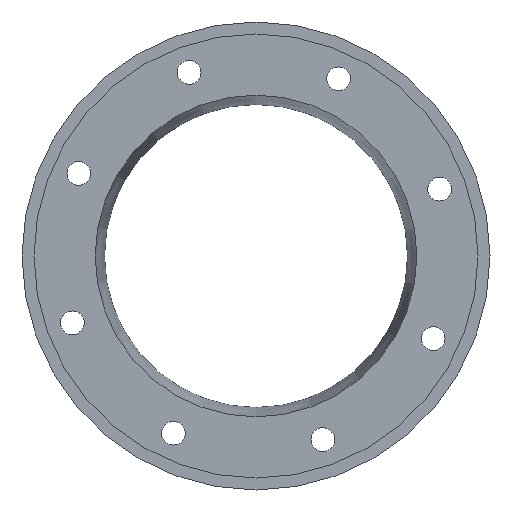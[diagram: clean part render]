
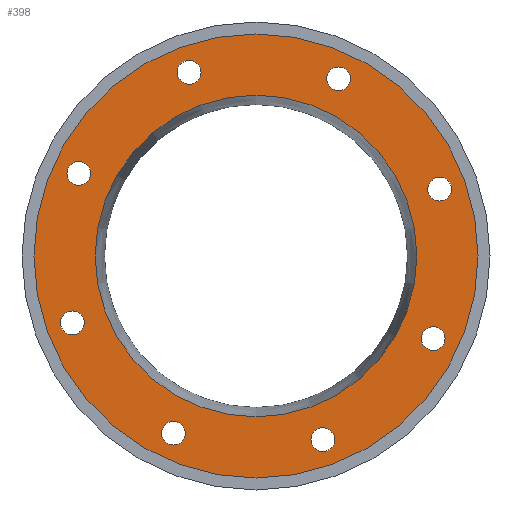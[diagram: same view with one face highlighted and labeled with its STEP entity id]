
A CAD part, left-side view. The second image highlights one B-rep face of the part: STEP entity #398.
In plain terms, the highlighted planar face has unit normal (-1, 0, 0).
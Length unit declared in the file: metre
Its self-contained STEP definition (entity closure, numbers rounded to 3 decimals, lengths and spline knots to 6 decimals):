
#16=PLANE('',#456);
#41=ORIENTED_EDGE('',*,*,#117,.F.);
#42=ORIENTED_EDGE('',*,*,#118,.F.);
#43=ORIENTED_EDGE('',*,*,#119,.F.);
#44=ORIENTED_EDGE('',*,*,#120,.F.);
#45=ORIENTED_EDGE('',*,*,#121,.F.);
#46=ORIENTED_EDGE('',*,*,#122,.F.);
#47=ORIENTED_EDGE('',*,*,#123,.F.);
#48=ORIENTED_EDGE('',*,*,#124,.F.);
#49=ORIENTED_EDGE('',*,*,#125,.T.);
#50=ORIENTED_EDGE('',*,*,#116,.F.);
#116=EDGE_CURVE('',#155,#155,#194,.T.);
#117=EDGE_CURVE('',#156,#156,#195,.F.);
#118=EDGE_CURVE('',#157,#157,#196,.F.);
#119=EDGE_CURVE('',#158,#158,#197,.F.);
#120=EDGE_CURVE('',#159,#159,#198,.F.);
#121=EDGE_CURVE('',#160,#160,#199,.F.);
#122=EDGE_CURVE('',#161,#161,#200,.F.);
#123=EDGE_CURVE('',#162,#162,#201,.F.);
#124=EDGE_CURVE('',#163,#163,#202,.F.);
#125=EDGE_CURVE('',#164,#164,#203,.T.);
#155=VERTEX_POINT('',#682);
#156=VERTEX_POINT('',#685);
#157=VERTEX_POINT('',#687);
#158=VERTEX_POINT('',#689);
#159=VERTEX_POINT('',#691);
#160=VERTEX_POINT('',#693);
#161=VERTEX_POINT('',#695);
#162=VERTEX_POINT('',#697);
#163=VERTEX_POINT('',#699);
#164=VERTEX_POINT('',#701);
#194=CIRCLE('',#455,0.0477);
#195=CIRCLE('',#457,0.002553);
#196=CIRCLE('',#458,0.002553);
#197=CIRCLE('',#459,0.002553);
#198=CIRCLE('',#460,0.002553);
#199=CIRCLE('',#461,0.002553);
#200=CIRCLE('',#462,0.002553);
#201=CIRCLE('',#463,0.002553);
#202=CIRCLE('',#464,0.002553);
#203=CIRCLE('',#465,0.03455);
#236=EDGE_LOOP('',(#41));
#237=EDGE_LOOP('',(#42));
#238=EDGE_LOOP('',(#43));
#239=EDGE_LOOP('',(#44));
#240=EDGE_LOOP('',(#45));
#241=EDGE_LOOP('',(#46));
#242=EDGE_LOOP('',(#47));
#243=EDGE_LOOP('',(#48));
#244=EDGE_LOOP('',(#49));
#245=EDGE_LOOP('',(#50));
#314=FACE_BOUND('',#236,.T.);
#315=FACE_BOUND('',#237,.T.);
#316=FACE_BOUND('',#238,.T.);
#317=FACE_BOUND('',#239,.T.);
#318=FACE_BOUND('',#240,.T.);
#319=FACE_BOUND('',#241,.T.);
#320=FACE_BOUND('',#242,.T.);
#321=FACE_BOUND('',#243,.T.);
#322=FACE_BOUND('',#244,.T.);
#323=FACE_BOUND('',#245,.T.);
#398=ADVANCED_FACE('',(#314,#315,#316,#317,#318,#319,#320,#321,#322,#323),
#16,.F.);
#455=AXIS2_PLACEMENT_3D('',#681,#544,#545);
#456=AXIS2_PLACEMENT_3D('',#683,#546,#547);
#457=AXIS2_PLACEMENT_3D('',#684,#548,#549);
#458=AXIS2_PLACEMENT_3D('',#686,#550,#551);
#459=AXIS2_PLACEMENT_3D('',#688,#552,#553);
#460=AXIS2_PLACEMENT_3D('',#690,#554,#555);
#461=AXIS2_PLACEMENT_3D('',#692,#556,#557);
#462=AXIS2_PLACEMENT_3D('',#694,#558,#559);
#463=AXIS2_PLACEMENT_3D('',#696,#560,#561);
#464=AXIS2_PLACEMENT_3D('',#698,#562,#563);
#465=AXIS2_PLACEMENT_3D('',#700,#564,#565);
#544=DIRECTION('',(1.,0.,0.));
#545=DIRECTION('',(0.,0.,-1.));
#546=DIRECTION('',(1.,0.,0.));
#547=DIRECTION('',(0.,1.,0.));
#548=DIRECTION('',(1.,0.,0.));
#549=DIRECTION('',(0.,0.,-1.));
#550=DIRECTION('',(1.,0.,0.));
#551=DIRECTION('',(0.,0.,-1.));
#552=DIRECTION('',(1.,0.,0.));
#553=DIRECTION('',(0.,0.,-1.));
#554=DIRECTION('',(1.,0.,0.));
#555=DIRECTION('',(0.,0.,-1.));
#556=DIRECTION('',(1.,0.,0.));
#557=DIRECTION('',(0.,0.,-1.));
#558=DIRECTION('',(1.,0.,0.));
#559=DIRECTION('',(0.,0.,-1.));
#560=DIRECTION('',(1.,0.,0.));
#561=DIRECTION('',(0.,0.,-1.));
#562=DIRECTION('',(1.,0.,0.));
#563=DIRECTION('',(0.,0.,-1.));
#564=DIRECTION('',(1.,0.,0.));
#565=DIRECTION('',(0.,0.,-1.));
#681=CARTESIAN_POINT('',(0.003,0.,0.));
#682=CARTESIAN_POINT('',(0.003,0.,-0.0477));
#683=CARTESIAN_POINT('',(0.003,0.,0.));
#684=CARTESIAN_POINT('',(0.003,0.01775,-0.038065));
#685=CARTESIAN_POINT('',(0.003,0.01775,-0.040618));
#686=CARTESIAN_POINT('',(0.003,-0.014365,-0.039467));
#687=CARTESIAN_POINT('',(0.003,-0.014365,-0.04202));
#688=CARTESIAN_POINT('',(0.003,-0.038065,-0.01775));
#689=CARTESIAN_POINT('',(0.003,-0.038065,-0.020303));
#690=CARTESIAN_POINT('',(0.003,-0.039467,0.014365));
#691=CARTESIAN_POINT('',(0.003,-0.039467,0.011812));
#692=CARTESIAN_POINT('',(0.003,-0.01775,0.038065));
#693=CARTESIAN_POINT('',(0.003,-0.01775,0.035512));
#694=CARTESIAN_POINT('',(0.003,0.038065,0.01775));
#695=CARTESIAN_POINT('',(0.003,0.038065,0.015197));
#696=CARTESIAN_POINT('',(0.003,0.039467,-0.014365));
#697=CARTESIAN_POINT('',(0.003,0.039467,-0.016918));
#698=CARTESIAN_POINT('',(0.003,0.014365,0.039467));
#699=CARTESIAN_POINT('',(0.003,0.014365,0.036914));
#700=CARTESIAN_POINT('',(0.003,0.,0.));
#701=CARTESIAN_POINT('',(0.003,0.,-0.03455));
